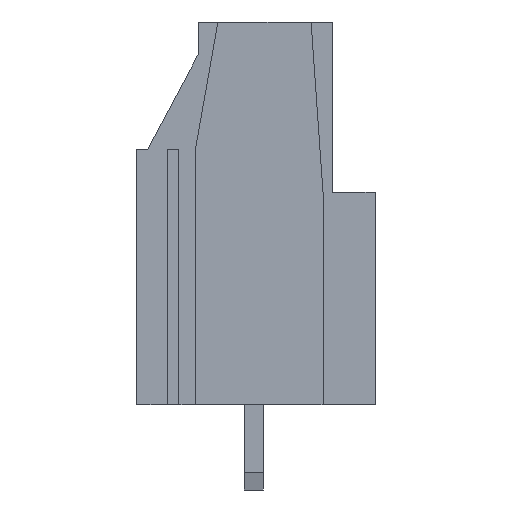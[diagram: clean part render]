
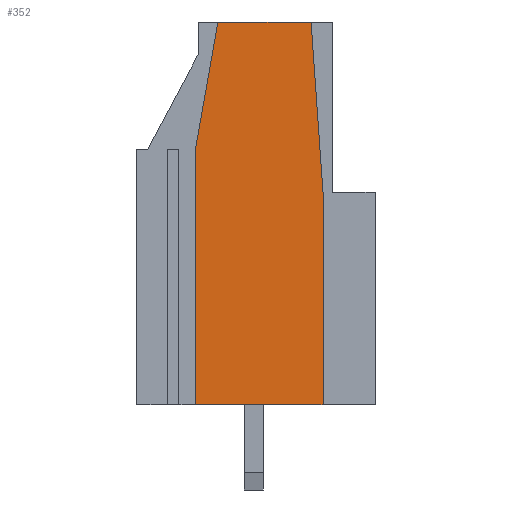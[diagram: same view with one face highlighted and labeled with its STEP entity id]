
A CAD part, front view. The second image highlights one B-rep face of the part: STEP entity #352.
In plain terms, the highlighted planar face has unit normal (0, -1, 0).
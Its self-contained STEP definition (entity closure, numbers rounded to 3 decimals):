
#352 = ADVANCED_FACE( '', ( #750 ), #751, .F. );
#750 = FACE_OUTER_BOUND( '', #1213, .T. );
#751 = PLANE( '', #1214 );
#1213 = EDGE_LOOP( '', ( #2033, #2034, #2035, #2036, #2037, #2038 ) );
#1214 = AXIS2_PLACEMENT_3D( '', #2039, #2040, #2041 );
#2033 = ORIENTED_EDGE( '', *, *, #3256, .T. );
#2034 = ORIENTED_EDGE( '', *, *, #3171, .F. );
#2035 = ORIENTED_EDGE( '', *, *, #3257, .F. );
#2036 = ORIENTED_EDGE( '', *, *, #3049, .T. );
#2037 = ORIENTED_EDGE( '', *, *, #3110, .T. );
#2038 = ORIENTED_EDGE( '', *, *, #3258, .T. );
#2039 = CARTESIAN_POINT( '', ( 3.808, -3., -6.2 ) );
#2040 = DIRECTION( '', ( 0., 1., 0. ) );
#2041 = DIRECTION( '', ( 1., 0., 0. ) );
#3049 = EDGE_CURVE( '', #3712, #3710, #3713, .T. );
#3110 = EDGE_CURVE( '', #3710, #3820, #3822, .T. );
#3171 = EDGE_CURVE( '', #3923, #3925, #3926, .T. );
#3256 = EDGE_CURVE( '', #4054, #3925, #4055, .T. );
#3257 = EDGE_CURVE( '', #3712, #3923, #4056, .T. );
#3258 = EDGE_CURVE( '', #3820, #4054, #4057, .T. );
#3710 = VERTEX_POINT( '', #4652 );
#3712 = VERTEX_POINT( '', #4655 );
#3713 = LINE( '', #4656, #4657 );
#3820 = VERTEX_POINT( '', #4808 );
#3822 = LINE( '', #4811, #4812 );
#3923 = VERTEX_POINT( '', #4959 );
#3925 = VERTEX_POINT( '', #4962 );
#3926 = LINE( '', #4963, #4964 );
#4054 = VERTEX_POINT( '', #5150 );
#4055 = LINE( '', #5151, #5152 );
#4056 = LINE( '', #5153, #5154 );
#4057 = LINE( '', #5155, #5156 );
#4652 = CARTESIAN_POINT( '', ( 8.75, -3., 0. ) );
#4655 = CARTESIAN_POINT( '', ( 2.75, -3., 0. ) );
#4656 = CARTESIAN_POINT( '', ( 5.35, -3., 0. ) );
#4657 = VECTOR( '', #5731, 1000. );
#4808 = CARTESIAN_POINT( '', ( 8.75, -3., 10. ) );
#4811 = CARTESIAN_POINT( '', ( 8.75, -3., 0. ) );
#4812 = VECTOR( '', #5801, 1000. );
#4959 = CARTESIAN_POINT( '', ( 2.75, -3., 12. ) );
#4962 = CARTESIAN_POINT( '', ( 3.808, -3., 18. ) );
#4963 = CARTESIAN_POINT( '', ( 2.75, -3., 12. ) );
#4964 = VECTOR( '', #5852, 1000. );
#5150 = CARTESIAN_POINT( '', ( 8.191, -3., 18. ) );
#5151 = CARTESIAN_POINT( '', ( 5.35, -3., 18. ) );
#5152 = VECTOR( '', #5929, 1000. );
#5153 = CARTESIAN_POINT( '', ( 2.75, -3., 0. ) );
#5154 = VECTOR( '', #5930, 1000. );
#5155 = CARTESIAN_POINT( '', ( 8.75, -3., 10. ) );
#5156 = VECTOR( '', #5931, 1000. );
#5731 = DIRECTION( '', ( 1., 0., 0. ) );
#5801 = DIRECTION( '', ( 0., 0., 1. ) );
#5852 = DIRECTION( '', ( 0.174, 0., 0.985 ) );
#5929 = DIRECTION( '', ( -1., 0., 0. ) );
#5930 = DIRECTION( '', ( 0., 0., 1. ) );
#5931 = DIRECTION( '', ( -0.07, 0., 0.998 ) );
